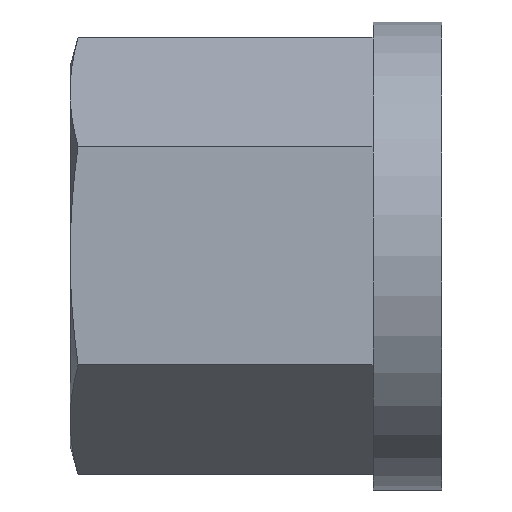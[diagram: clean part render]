
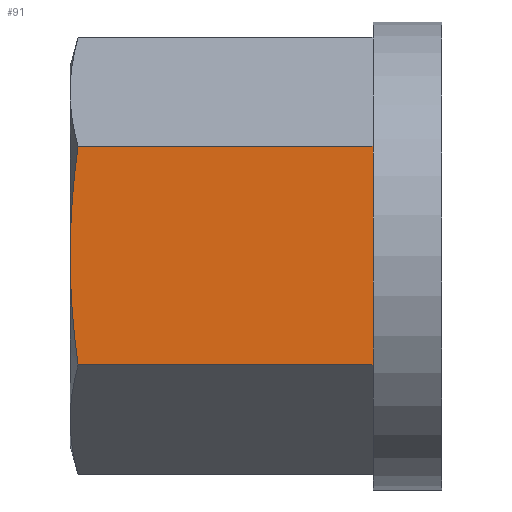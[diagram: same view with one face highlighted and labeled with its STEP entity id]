
A CAD part, top view. The second image highlights one B-rep face of the part: STEP entity #91.
In plain terms, the highlighted planar face has unit normal (0, 0, 1).
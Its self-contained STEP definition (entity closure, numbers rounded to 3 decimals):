
#91 = ADVANCED_FACE( '', ( #192 ), #193, .F. );
#192 = FACE_OUTER_BOUND( '', #299, .T. );
#193 = PLANE( '', #300 );
#299 = EDGE_LOOP( '', ( #494, #495, #496, #497, #498, #499, #500, #501, #502 ) );
#300 = AXIS2_PLACEMENT_3D( '', #503, #504, #505 );
#494 = ORIENTED_EDGE( '', *, *, #653, .T. );
#495 = ORIENTED_EDGE( '', *, *, #678, .T. );
#496 = ORIENTED_EDGE( '', *, *, #688, .T. );
#497 = ORIENTED_EDGE( '', *, *, #689, .T. );
#498 = ORIENTED_EDGE( '', *, *, #610, .T. );
#499 = ORIENTED_EDGE( '', *, *, #670, .T. );
#500 = ORIENTED_EDGE( '', *, *, #686, .F. );
#501 = ORIENTED_EDGE( '', *, *, #660, .F. );
#502 = ORIENTED_EDGE( '', *, *, #675, .T. );
#503 = CARTESIAN_POINT( '', ( -9.99, 15.877, 27.5 ) );
#504 = DIRECTION( '', ( 0., 0., -1. ) );
#505 = DIRECTION( '', ( -1., 0., 0. ) );
#610 = EDGE_CURVE( '', #713, #714, #715, .T. );
#653 = EDGE_CURVE( '', #784, #785, #786, .T. );
#660 = EDGE_CURVE( '', #796, #797, #798, .T. );
#670 = EDGE_CURVE( '', #714, #811, #812, .T. );
#675 = EDGE_CURVE( '', #796, #784, #818, .T. );
#678 = EDGE_CURVE( '', #785, #821, #822, .F. );
#686 = EDGE_CURVE( '', #797, #811, #834, .T. );
#688 = EDGE_CURVE( '', #821, #836, #837, .F. );
#689 = EDGE_CURVE( '', #836, #713, #838, .F. );
#713 = VERTEX_POINT( '', #864 );
#714 = VERTEX_POINT( '', #865 );
#715 = LINE( '', #866, #867 );
#784 = VERTEX_POINT( '', #970 );
#785 = VERTEX_POINT( '', #971 );
#786 = LINE( '', #972, #973 );
#796 = VERTEX_POINT( '', #984 );
#797 = VERTEX_POINT( '', #985 );
#798 = LINE( '', #986, #987 );
#811 = VERTEX_POINT( '', #1014 );
#812 = LINE( '', #1015, #1016 );
#818 = LINE( '', #1029, #1030 );
#821 = VERTEX_POINT( '', #1034 );
#822 = LINE( '', #1035, #1036 );
#834 = LINE( '', #1061, #1062 );
#836 = VERTEX_POINT( '', #1064 );
#837 = B_SPLINE_CURVE_WITH_KNOTS( '', 3, ( #1065, #1066, #1067, #1068, #1069, #1070 ), .UNSPECIFIED., .F., .F., ( 4, 2, 4 ), ( 0.043, 0.051, 0.059 ), .UNSPECIFIED. );
#838 = B_SPLINE_CURVE_WITH_KNOTS( '', 3, ( #1071, #1072, #1073, #1074, #1075, #1076 ), .UNSPECIFIED., .F., .F., ( 4, 2, 4 ), ( 0.027, 0.035, 0.043 ), .UNSPECIFIED. );
#864 = CARTESIAN_POINT( '', ( -52.861, -15.869, 27.5 ) );
#865 = CARTESIAN_POINT( '', ( -10., -15.869, 27.5 ) );
#866 = CARTESIAN_POINT( '', ( 0., -15.869, 27.5 ) );
#867 = VECTOR( '', #1110, 1000. );
#970 = CARTESIAN_POINT( '', ( -10., 15.877, 27.5 ) );
#971 = CARTESIAN_POINT( '', ( -10., 15.869, 27.5 ) );
#972 = CARTESIAN_POINT( '', ( -10., 34., 27.5 ) );
#973 = VECTOR( '', #1167, 1000. );
#984 = CARTESIAN_POINT( '', ( -9.99, 15.877, 27.5 ) );
#985 = CARTESIAN_POINT( '', ( -9.99, -15.877, 27.5 ) );
#986 = CARTESIAN_POINT( '', ( -9.99, 15.877, 27.5 ) );
#987 = VECTOR( '', #1178, 1000. );
#1014 = CARTESIAN_POINT( '', ( -10., -15.877, 27.5 ) );
#1015 = CARTESIAN_POINT( '', ( -10., 34., 27.5 ) );
#1016 = VECTOR( '', #1186, 1000. );
#1029 = CARTESIAN_POINT( '', ( -9.99, 15.877, 27.5 ) );
#1030 = VECTOR( '', #1189, 1000. );
#1034 = CARTESIAN_POINT( '', ( -52.861, 15.869, 27.5 ) );
#1035 = CARTESIAN_POINT( '', ( 0., 15.869, 27.5 ) );
#1036 = VECTOR( '', #1191, 1000. );
#1061 = CARTESIAN_POINT( '', ( -9.99, -15.877, 27.5 ) );
#1062 = VECTOR( '', #1198, 1000. );
#1064 = CARTESIAN_POINT( '', ( -54., 0., 27.5 ) );
#1065 = CARTESIAN_POINT( '', ( -54., 0., 27.5 ) );
#1066 = CARTESIAN_POINT( '', ( -54., 2.65, 27.5 ) );
#1067 = CARTESIAN_POINT( '', ( -53.895, 5.298, 27.5 ) );
#1068 = CARTESIAN_POINT( '', ( -53.502, 10.587, 27.5 ) );
#1069 = CARTESIAN_POINT( '', ( -53.215, 13.229, 27.5 ) );
#1070 = CARTESIAN_POINT( '', ( -52.861, 15.869, 27.5 ) );
#1071 = CARTESIAN_POINT( '', ( -52.861, -15.869, 27.5 ) );
#1072 = CARTESIAN_POINT( '', ( -53.214, -13.232, 27.5 ) );
#1073 = CARTESIAN_POINT( '', ( -53.503, -10.579, 27.5 ) );
#1074 = CARTESIAN_POINT( '', ( -53.896, -5.285, 27.5 ) );
#1075 = CARTESIAN_POINT( '', ( -54., -2.641, 27.5 ) );
#1076 = CARTESIAN_POINT( '', ( -54., 0., 27.5 ) );
#1110 = DIRECTION( '', ( 1., 0., 0. ) );
#1167 = DIRECTION( '', ( 0., -1., 0. ) );
#1178 = DIRECTION( '', ( 0., -1., 0. ) );
#1186 = DIRECTION( '', ( 0., -1., 0. ) );
#1189 = DIRECTION( '', ( -1., 0., 0. ) );
#1191 = DIRECTION( '', ( 1., 0., 0. ) );
#1198 = DIRECTION( '', ( -1., 0., 0. ) );
